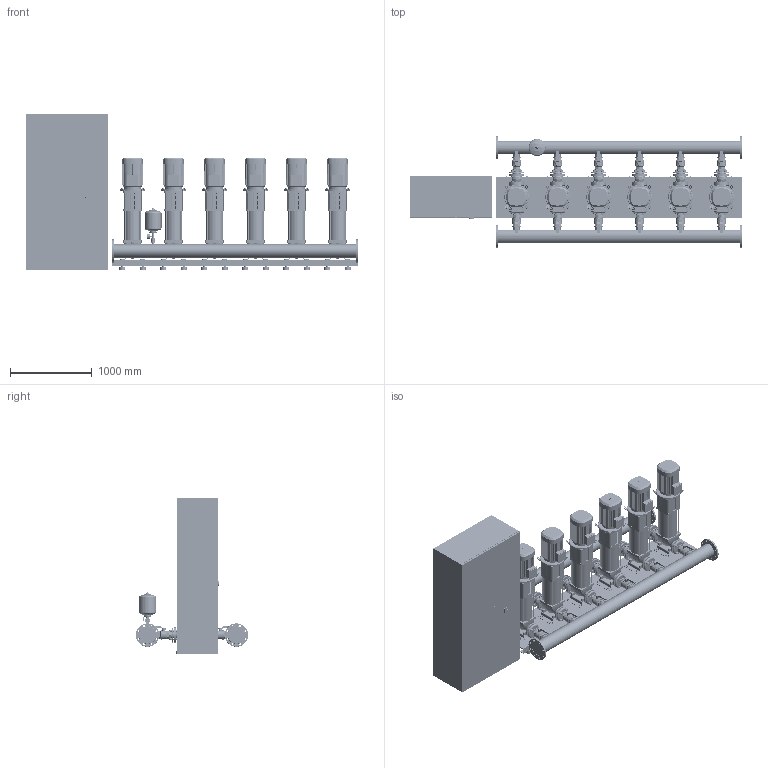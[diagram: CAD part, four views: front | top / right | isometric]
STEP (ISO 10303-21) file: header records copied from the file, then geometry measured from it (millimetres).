
FILE_DESCRIPTION((''),'2;1');
FILE_NAME('3d_COR-6HELIXV3604_K_CC-01-2530659.stp','2016-01-22T12:35:19',(''),(''),'Mechanical Desktop 2009','Mechanical Desktop 2009',', , ');
FILE_SCHEMA(('CONFIG_CONTROL_DESIGN'));
Length unit declared in the file: millimetre
Products named in the file (1): Product
Bounding box: 4050 x 1369 x 1900 mm (x, y, z)
Volume: 1448758825.7 mm3; surface area: 35604082.9 mm2
Topology: 346 solids, 346 shells, 11635 faces, 30067 edges, 19542 vertices
Faces by surface type: bspline 4630, plane 4109, cylinder 2170, cone 400, torus 324, sphere 2
Entity records: 408159 total; most frequent: CARTESIAN_POINT 130181, ORIENTED_EDGE 60014, DIRECTION 52703, EDGE_CURVE 30007, VERTEX_POINT 19522, VECTOR 18631, LINE 18631, AXIS2_PLACEMENT_3D 17036
